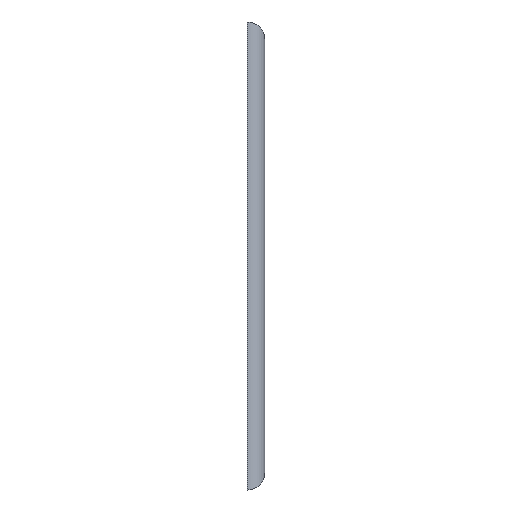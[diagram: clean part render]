
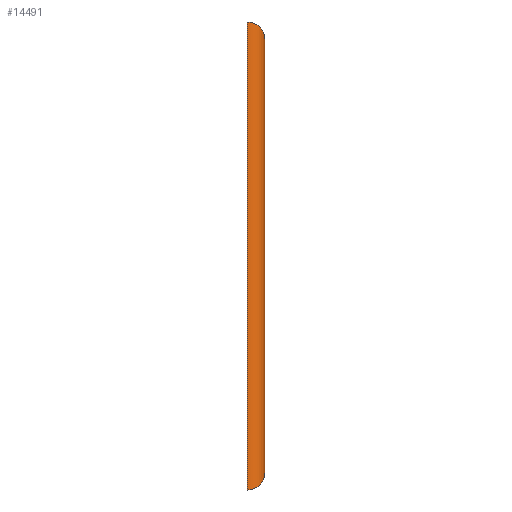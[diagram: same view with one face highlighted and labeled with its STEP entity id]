
A CAD part, left-side view. The second image highlights one B-rep face of the part: STEP entity #14491.
In plain terms, the highlighted cylindrical face has radius 5 mm (diameter 10 mm), a partial arc.
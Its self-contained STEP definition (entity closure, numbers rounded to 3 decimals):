
#15=ELLIPSE('',#16405,7.071,5.);
#16=ELLIPSE('',#16406,7.071,5.);
#427=CYLINDRICAL_SURFACE('',#16404,5.);
#1376=FACE_OUTER_BOUND('',#2197,.T.);
#2197=EDGE_LOOP('',(#13585,#13586,#13587,#13588));
#3266=LINE('',#28792,#3783);
#3267=LINE('',#28796,#3784);
#3783=VECTOR('',#20701,10.);
#3784=VECTOR('',#20704,10.);
#6545=VERTEX_POINT('',#28790);
#6546=VERTEX_POINT('',#28791);
#6547=VERTEX_POINT('',#28793);
#6548=VERTEX_POINT('',#28795);
#8893=EDGE_CURVE('',#6545,#6546,#3266,.T.);
#8894=EDGE_CURVE('',#6546,#6547,#15,.T.);
#8895=EDGE_CURVE('',#6547,#6548,#3267,.T.);
#8896=EDGE_CURVE('',#6545,#6548,#16,.T.);
#13585=ORIENTED_EDGE('',*,*,#8893,.T.);
#13586=ORIENTED_EDGE('',*,*,#8894,.T.);
#13587=ORIENTED_EDGE('',*,*,#8895,.T.);
#13588=ORIENTED_EDGE('',*,*,#8896,.F.);
#14491=ADVANCED_FACE('',(#1376),#427,.T.);
#16404=AXIS2_PLACEMENT_3D('',#28789,#20699,#20700);
#16405=AXIS2_PLACEMENT_3D('',#28794,#20702,#20703);
#16406=AXIS2_PLACEMENT_3D('',#28797,#20705,#20706);
#20699=DIRECTION('center_axis',(0.,0.,-1.));
#20700=DIRECTION('ref_axis',(-0.707,-0.707,0.));
#20701=DIRECTION('',(0.,0.,1.));
#20702=DIRECTION('center_axis',(-0.707,0.,-0.707));
#20703=DIRECTION('ref_axis',(-0.707,0.,0.707));
#20704=DIRECTION('',(0.,0.,-1.));
#20705=DIRECTION('center_axis',(0.707,0.,
-0.707));
#20706=DIRECTION('ref_axis',(-0.707,0.,-0.707));
#28789=CARTESIAN_POINT('Origin',(-38.786,-40.,68.459));
#28790=CARTESIAN_POINT('',(-38.786,-45.,-24.416));
#28791=CARTESIAN_POINT('',(-38.786,-45.,96.084));
#28792=CARTESIAN_POINT('',(-38.786,-45.,65.959));
#28793=CARTESIAN_POINT('',(-43.786,-40.,101.084));
#28794=CARTESIAN_POINT('Origin',(-38.786,-40.,96.084));
#28795=CARTESIAN_POINT('',(-43.786,-40.,-29.416));
#28796=CARTESIAN_POINT('',(-43.786,-40.,101.084));
#28797=CARTESIAN_POINT('Origin',(-38.786,-40.,-24.416));
